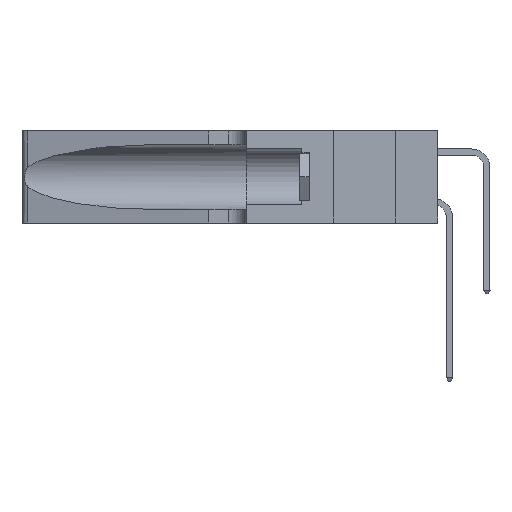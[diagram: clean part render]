
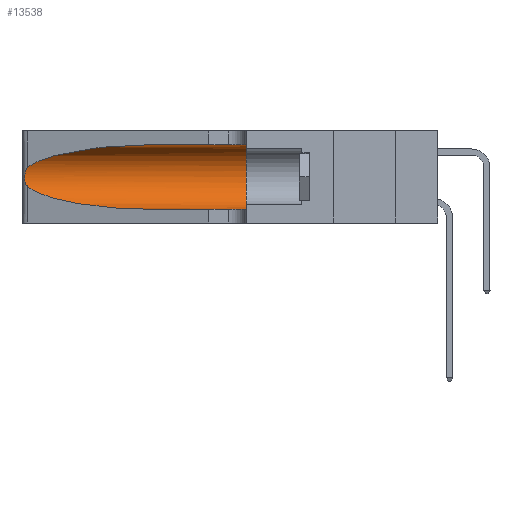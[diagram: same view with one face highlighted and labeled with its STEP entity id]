
A CAD part, left-side view. The second image highlights one B-rep face of the part: STEP entity #13538.
In plain terms, the highlighted cylindrical face has radius 3.308 mm (diameter 6.617 mm), a partial arc.
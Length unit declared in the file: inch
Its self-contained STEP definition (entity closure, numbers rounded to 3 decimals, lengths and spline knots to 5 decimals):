
#479 = CARTESIAN_POINT ( 'NONE',  ( 0.26018, 1.23835, 0.19895 ) ) ;
#939 = CARTESIAN_POINT ( 'NONE',  ( 0.25487, 1.22718, 0.14631 ) ) ;
#1489 = CARTESIAN_POINT ( 'NONE',  ( 0.1305, 0.35, 0.185 ) ) ;
#1906 = DIRECTION ( 'NONE',  ( 0., 0., -1. ) ) ;
#2886 =( BOUNDED_CURVE ( )  B_SPLINE_CURVE ( 3, ( #19784, #11589, #17792, #7093 ),
 .UNSPECIFIED., .F., .T. ) 
 B_SPLINE_CURVE_WITH_KNOTS ( ( 4, 4 ),
 ( 1.5708, 2.84003 ),
 .UNSPECIFIED. ) 
 CURVE ( )  GEOMETRIC_REPRESENTATION_ITEM ( )  RATIONAL_B_SPLINE_CURVE ( ( 1., 0.87, 0.87, 1. ) ) 
 REPRESENTATION_ITEM ( '' )  );
#3948 = DIRECTION ( 'NONE',  ( 0., 1., 0. ) ) ;
#4125 = EDGE_LOOP ( 'NONE', ( #8462, #24840, #18164, #22860, #9991, #23140 ) ) ;
#4130 = CARTESIAN_POINT ( 'NONE',  ( 0.25487, 1.22718, 0.14631 ) ) ;
#4219 = EDGE_CURVE ( 'NONE', #19630, #19000, #26728, .T. ) ;
#4446 = CARTESIAN_POINT ( 'NONE',  ( 0.26075, 1.23896, 0.178 ) ) ;
#4803 = CARTESIAN_POINT ( 'NONE',  ( 0.25639, 1.23184, 0.21858 ) ) ;
#4863 = CARTESIAN_POINT ( 'NONE',  ( 0.1305, 0.72297, 0.31525 ) ) ;
#4984 = VECTOR ( 'NONE', #18912, 39.37008 ) ;
#5176 = VERTEX_POINT ( 'NONE', #4863 ) ;
#5843 = CARTESIAN_POINT ( 'NONE',  ( 0.25487, 1.22718, 0.22369 ) ) ;
#6391 = CARTESIAN_POINT ( 'NONE',  ( 0.18966, 0.96281, 0.05475 ) ) ;
#6713 = CARTESIAN_POINT ( 'NONE',  ( 0.25856, 1.23593, 0.16098 ) ) ;
#7093 = CARTESIAN_POINT ( 'NONE',  ( 0.25487, 1.22718, 0.22369 ) ) ;
#8462 = ORIENTED_EDGE ( 'NONE', *, *, #21221, .T. ) ;
#8556 = CYLINDRICAL_SURFACE ( 'NONE', #15797, 0.13025 ) ;
#9991 = ORIENTED_EDGE ( 'NONE', *, *, #14936, .F. ) ;
#10262 = CARTESIAN_POINT ( 'NONE',  ( 0.1305, 1.61858, 0.05475 ) ) ;
#10469 = CARTESIAN_POINT ( 'NONE',  ( 0.1305, 1.61858, 0.185 ) ) ;
#11015 = CARTESIAN_POINT ( 'NONE',  ( 0.25789, 1.23486, 0.15765 ) ) ;
#11200 = CARTESIAN_POINT ( 'NONE',  ( 0.25555, 1.22994, 0.2215 ) ) ;
#11589 = CARTESIAN_POINT ( 'NONE',  ( 0.18966, 0.96281, 0.31525 ) ) ;
#12489 = CARTESIAN_POINT ( 'NONE',  ( 0.1305, 0.35, 0.31525 ) ) ;
#13337 = CARTESIAN_POINT ( 'NONE',  ( 0.25787, 1.23484, 0.2124 ) ) ;
#13392 = VERTEX_POINT ( 'NONE', #5843 ) ;
#13538 = ADVANCED_FACE ( 'NONE', ( #18616 ), #8556, .F. ) ;
#14452 = VERTEX_POINT ( 'NONE', #12489 ) ;
#14936 = EDGE_CURVE ( 'NONE', #14452, #19000, #26926, .T. ) ;
#15270 = CARTESIAN_POINT ( 'NONE',  ( 0.25854, 1.2359, 0.20912 ) ) ;
#15351 = CARTESIAN_POINT ( 'NONE',  ( 0.25639, 1.23186, 0.15144 ) ) ;
#15446 = CARTESIAN_POINT ( 'NONE',  ( 0.25487, 1.22718, 0.22369 ) ) ;
#15546 = CARTESIAN_POINT ( 'NONE',  ( 0.26075, 1.23896, 0.19203 ) ) ;
#15635 = AXIS2_PLACEMENT_3D ( 'NONE', #1489, #3948, #23278 ) ;
#15797 = AXIS2_PLACEMENT_3D ( 'NONE', #10469, #23044, #1906 ) ;
#17105 = CARTESIAN_POINT ( 'NONE',  ( 0.2373, 1.15595, 0.08982 ) ) ;
#17792 = CARTESIAN_POINT ( 'NONE',  ( 0.2373, 1.15595, 0.28018 ) ) ;
#18164 = ORIENTED_EDGE ( 'NONE', *, *, #24716, .T. ) ;
#18321 = CARTESIAN_POINT ( 'NONE',  ( 0.25487, 1.22718, 0.14631 ) ) ;
#18616 = FACE_OUTER_BOUND ( 'NONE', #4125, .T. ) ;
#18912 = DIRECTION ( 'NONE',  ( 0., -1., 0. ) ) ;
#19000 = VERTEX_POINT ( 'NONE', #26195 ) ;
#19630 = VERTEX_POINT ( 'NONE', #27181 ) ;
#19784 = CARTESIAN_POINT ( 'NONE',  ( 0.1305, 0.72297, 0.31525 ) ) ;
#20145 = LINE ( 'NONE', #23112, #4984 ) ;
#20347 = VERTEX_POINT ( 'NONE', #18321 ) ;
#20816 =( BOUNDED_CURVE ( )  B_SPLINE_CURVE ( 3, ( #4130, #17105, #6391, #23272 ),
 .UNSPECIFIED., .F., .F. ) 
 B_SPLINE_CURVE_WITH_KNOTS ( ( 4, 4 ),
 ( 3.44316, 4.71239 ),
 .UNSPECIFIED. ) 
 CURVE ( )  GEOMETRIC_REPRESENTATION_ITEM ( )  RATIONAL_B_SPLINE_CURVE ( ( 1., 0.87, 0.87, 1. ) ) 
 REPRESENTATION_ITEM ( '' )  );
#21221 = EDGE_CURVE ( 'NONE', #5176, #13392, #2886, .T. ) ;
#21665 = B_SPLINE_CURVE_WITH_KNOTS ( 'NONE', 3,
 ( #15446, #11200, #4803, #13337, #15270, #479, #15546, #4446, #25925, #6713, #11015, #15351, #22464, #939 ),
 .UNSPECIFIED., .F., .F.,
 ( 4, 2, 2, 2, 2, 2, 4 ),
 ( 0., 0.00027, 0.00053, 0.00107, 0.0016, 0.00187, 0.00214 ),
 .UNSPECIFIED. ) ;
#22123 = EDGE_CURVE ( 'NONE', #5176, #14452, #20145, .T. ) ;
#22464 = CARTESIAN_POINT ( 'NONE',  ( 0.25555, 1.22993, 0.14849 ) ) ;
#22738 = DIRECTION ( 'NONE',  ( 0., -1., 0. ) ) ;
#22860 = ORIENTED_EDGE ( 'NONE', *, *, #4219, .T. ) ;
#23044 = DIRECTION ( 'NONE',  ( 0., -1., 0. ) ) ;
#23112 = CARTESIAN_POINT ( 'NONE',  ( 0.1305, 1.61858, 0.31525 ) ) ;
#23140 = ORIENTED_EDGE ( 'NONE', *, *, #22123, .F. ) ;
#23272 = CARTESIAN_POINT ( 'NONE',  ( 0.1305, 0.72297, 0.05475 ) ) ;
#23278 = DIRECTION ( 'NONE',  ( 0., 0., 1. ) ) ;
#24716 = EDGE_CURVE ( 'NONE', #20347, #19630, #20816, .T. ) ;
#24840 = ORIENTED_EDGE ( 'NONE', *, *, #24928, .T. ) ;
#24928 = EDGE_CURVE ( 'NONE', #13392, #20347, #21665, .T. ) ;
#25398 = VECTOR ( 'NONE', #22738, 39.37008 ) ;
#25925 = CARTESIAN_POINT ( 'NONE',  ( 0.26017, 1.23833, 0.17102 ) ) ;
#26195 = CARTESIAN_POINT ( 'NONE',  ( 0.1305, 0.35, 0.05475 ) ) ;
#26728 = LINE ( 'NONE', #10262, #25398 ) ;
#26926 = CIRCLE ( 'NONE', #15635, 0.13025 ) ;
#27181 = CARTESIAN_POINT ( 'NONE',  ( 0.1305, 0.72297, 0.05475 ) ) ;
